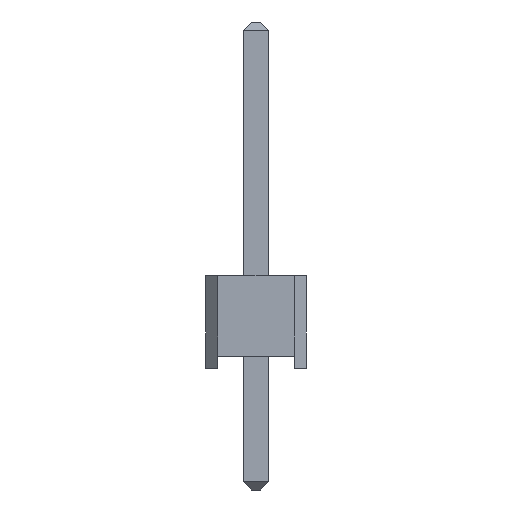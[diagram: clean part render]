
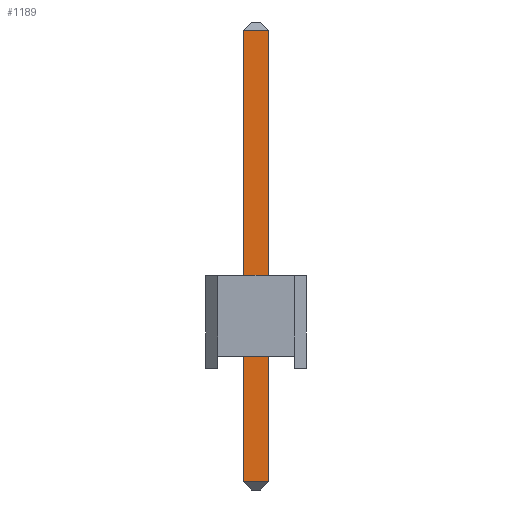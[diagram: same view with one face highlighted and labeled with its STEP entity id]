
A CAD part, left-side view. The second image highlights one B-rep face of the part: STEP entity #1189.
In plain terms, the highlighted planar face has unit normal (-1, 0, 0).
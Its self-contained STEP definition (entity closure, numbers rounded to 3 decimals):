
#836 = PLANE('',#837);
#837 = AXIS2_PLACEMENT_3D('',#838,#839,#840);
#838 = CARTESIAN_POINT('',(-0.32,0.32,-3.));
#839 = DIRECTION('',(-0.,1.,0.));
#840 = DIRECTION('',(0.,0.,1.));
#861 = VERTEX_POINT('',#862);
#862 = CARTESIAN_POINT('',(-0.32,0.32,-2.8));
#888 = EDGE_CURVE('',#861,#889,#891,.T.);
#889 = VERTEX_POINT('',#890);
#890 = CARTESIAN_POINT('',(-0.32,0.32,8.34));
#891 = SURFACE_CURVE('',#892,(#896,#903),.PCURVE_S1.);
#892 = LINE('',#893,#894);
#893 = CARTESIAN_POINT('',(-0.32,0.32,-3.));
#894 = VECTOR('',#895,1.);
#895 = DIRECTION('',(0.,-0.,1.));
#896 = PCURVE('',#836,#897);
#897 = DEFINITIONAL_REPRESENTATION('',(#898),#902);
#898 = LINE('',#899,#900);
#899 = CARTESIAN_POINT('',(0.,0.));
#900 = VECTOR('',#901,1.);
#901 = DIRECTION('',(1.,0.));
#902 = ( GEOMETRIC_REPRESENTATION_CONTEXT(2) 
PARAMETRIC_REPRESENTATION_CONTEXT() REPRESENTATION_CONTEXT('2D SPACE',''
  ) );
#903 = PCURVE('',#904,#909);
#904 = PLANE('',#905);
#905 = AXIS2_PLACEMENT_3D('',#906,#907,#908);
#906 = CARTESIAN_POINT('',(-0.32,-0.32,-3.));
#907 = DIRECTION('',(-1.,0.,0.));
#908 = DIRECTION('',(0.,0.,1.));
#909 = DEFINITIONAL_REPRESENTATION('',(#910),#914);
#910 = LINE('',#911,#912);
#911 = CARTESIAN_POINT('',(0.,0.64));
#912 = VECTOR('',#913,1.);
#913 = DIRECTION('',(1.,0.));
#914 = ( GEOMETRIC_REPRESENTATION_CONTEXT(2) 
PARAMETRIC_REPRESENTATION_CONTEXT() REPRESENTATION_CONTEXT('2D SPACE',''
  ) );
#1016 = PLANE('',#1017);
#1017 = AXIS2_PLACEMENT_3D('',#1018,#1019,#1020);
#1018 = CARTESIAN_POINT('',(-0.22,-0.32,-2.9));
#1019 = DIRECTION('',(0.707,0.,0.707));
#1020 = DIRECTION('',(0.707,0.,-0.707));
#1049 = PLANE('',#1050);
#1050 = AXIS2_PLACEMENT_3D('',#1051,#1052,#1053);
#1051 = CARTESIAN_POINT('',(0.32,-0.32,-3.));
#1052 = DIRECTION('',(0.,-1.,0.));
#1053 = DIRECTION('',(0.,-0.,-1.));
#1129 = PLANE('',#1130);
#1130 = AXIS2_PLACEMENT_3D('',#1131,#1132,#1133);
#1131 = CARTESIAN_POINT('',(-0.22,-0.32,8.44));
#1132 = DIRECTION('',(-0.707,0.,0.707));
#1133 = DIRECTION('',(0.707,0.,0.707));
#1189 = ADVANCED_FACE('',(#1190),#904,.T.);
#1190 = FACE_BOUND('',#1191,.T.);
#1191 = EDGE_LOOP('',(#1192,#1193,#1216,#1239));
#1192 = ORIENTED_EDGE('',*,*,#888,.F.);
#1193 = ORIENTED_EDGE('',*,*,#1194,.T.);
#1194 = EDGE_CURVE('',#861,#1195,#1197,.T.);
#1195 = VERTEX_POINT('',#1196);
#1196 = CARTESIAN_POINT('',(-0.32,-0.32,-2.8));
#1197 = SURFACE_CURVE('',#1198,(#1202,#1209),.PCURVE_S1.);
#1198 = LINE('',#1199,#1200);
#1199 = CARTESIAN_POINT('',(-0.32,-0.32,-2.8));
#1200 = VECTOR('',#1201,1.);
#1201 = DIRECTION('',(-0.,-1.,0.));
#1202 = PCURVE('',#904,#1203);
#1203 = DEFINITIONAL_REPRESENTATION('',(#1204),#1208);
#1204 = LINE('',#1205,#1206);
#1205 = CARTESIAN_POINT('',(0.2,0.));
#1206 = VECTOR('',#1207,1.);
#1207 = DIRECTION('',(0.,-1.));
#1208 = ( GEOMETRIC_REPRESENTATION_CONTEXT(2) 
PARAMETRIC_REPRESENTATION_CONTEXT() REPRESENTATION_CONTEXT('2D SPACE',''
  ) );
#1209 = PCURVE('',#1016,#1210);
#1210 = DEFINITIONAL_REPRESENTATION('',(#1211),#1215);
#1211 = LINE('',#1212,#1213);
#1212 = CARTESIAN_POINT('',(-0.141,0.));
#1213 = VECTOR('',#1214,1.);
#1214 = DIRECTION('',(-0.,-1.));
#1215 = ( GEOMETRIC_REPRESENTATION_CONTEXT(2) 
PARAMETRIC_REPRESENTATION_CONTEXT() REPRESENTATION_CONTEXT('2D SPACE',''
  ) );
#1216 = ORIENTED_EDGE('',*,*,#1217,.T.);
#1217 = EDGE_CURVE('',#1195,#1218,#1220,.T.);
#1218 = VERTEX_POINT('',#1219);
#1219 = CARTESIAN_POINT('',(-0.32,-0.32,8.34));
#1220 = SURFACE_CURVE('',#1221,(#1225,#1232),.PCURVE_S1.);
#1221 = LINE('',#1222,#1223);
#1222 = CARTESIAN_POINT('',(-0.32,-0.32,-3.));
#1223 = VECTOR('',#1224,1.);
#1224 = DIRECTION('',(0.,0.,1.));
#1225 = PCURVE('',#904,#1226);
#1226 = DEFINITIONAL_REPRESENTATION('',(#1227),#1231);
#1227 = LINE('',#1228,#1229);
#1228 = CARTESIAN_POINT('',(0.,0.));
#1229 = VECTOR('',#1230,1.);
#1230 = DIRECTION('',(1.,0.));
#1231 = ( GEOMETRIC_REPRESENTATION_CONTEXT(2) 
PARAMETRIC_REPRESENTATION_CONTEXT() REPRESENTATION_CONTEXT('2D SPACE',''
  ) );
#1232 = PCURVE('',#1049,#1233);
#1233 = DEFINITIONAL_REPRESENTATION('',(#1234),#1238);
#1234 = LINE('',#1235,#1236);
#1235 = CARTESIAN_POINT('',(-0.,-0.64));
#1236 = VECTOR('',#1237,1.);
#1237 = DIRECTION('',(-1.,0.));
#1238 = ( GEOMETRIC_REPRESENTATION_CONTEXT(2) 
PARAMETRIC_REPRESENTATION_CONTEXT() REPRESENTATION_CONTEXT('2D SPACE',''
  ) );
#1239 = ORIENTED_EDGE('',*,*,#1240,.T.);
#1240 = EDGE_CURVE('',#1218,#889,#1241,.T.);
#1241 = SURFACE_CURVE('',#1242,(#1246,#1253),.PCURVE_S1.);
#1242 = LINE('',#1243,#1244);
#1243 = CARTESIAN_POINT('',(-0.32,-0.32,8.34));
#1244 = VECTOR('',#1245,1.);
#1245 = DIRECTION('',(0.,1.,-0.));
#1246 = PCURVE('',#904,#1247);
#1247 = DEFINITIONAL_REPRESENTATION('',(#1248),#1252);
#1248 = LINE('',#1249,#1250);
#1249 = CARTESIAN_POINT('',(11.34,0.));
#1250 = VECTOR('',#1251,1.);
#1251 = DIRECTION('',(0.,1.));
#1252 = ( GEOMETRIC_REPRESENTATION_CONTEXT(2) 
PARAMETRIC_REPRESENTATION_CONTEXT() REPRESENTATION_CONTEXT('2D SPACE',''
  ) );
#1253 = PCURVE('',#1129,#1254);
#1254 = DEFINITIONAL_REPRESENTATION('',(#1255),#1259);
#1255 = LINE('',#1256,#1257);
#1256 = CARTESIAN_POINT('',(-0.141,0.));
#1257 = VECTOR('',#1258,1.);
#1258 = DIRECTION('',(0.,1.));
#1259 = ( GEOMETRIC_REPRESENTATION_CONTEXT(2) 
PARAMETRIC_REPRESENTATION_CONTEXT() REPRESENTATION_CONTEXT('2D SPACE',''
  ) );
